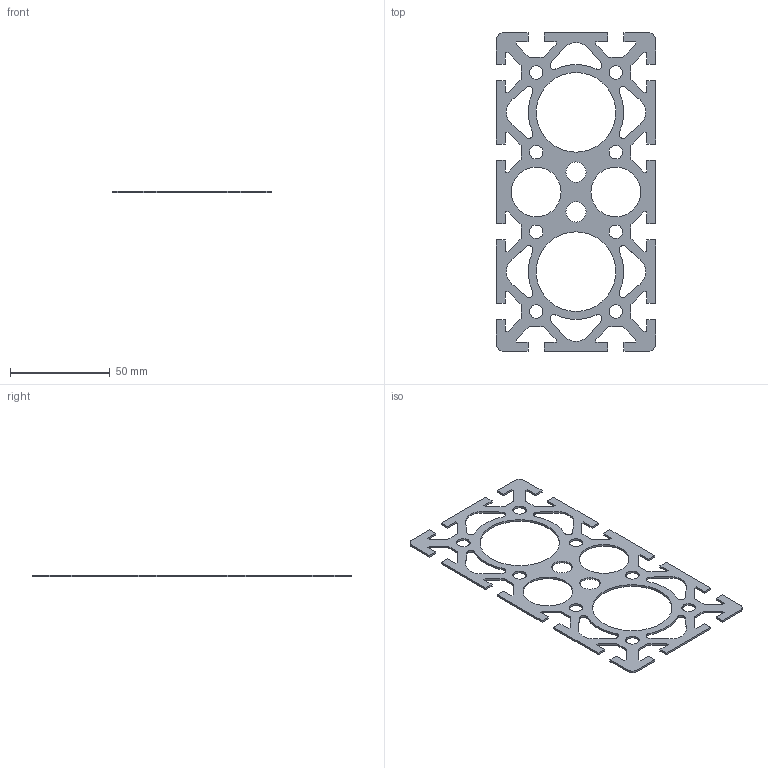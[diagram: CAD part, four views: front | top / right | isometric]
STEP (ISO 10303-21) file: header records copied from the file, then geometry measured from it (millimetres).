
FILE_DESCRIPTION((''),'2;1');
FILE_NAME('SP825_extern.ipt.step','2007-09-10T15:12:12',(''),(''),'Autodesk Inventor 11','Autodesk Inventor 11','');
FILE_SCHEMA(('AUTOMOTIVE_DESIGN { 1 0 10303 214 1 1 1 1 }'));
Length unit declared in the file: millimetre
Products named in the file (1): SP825_extern
Bounding box: 80 x 160 x 1 mm (x, y, z)
Volume: 5731.8 mm3; surface area: 13461.2 mm2
Topology: 1 solids, 1 shells, 180 faces, 548 edges, 370 vertices
Faces by surface type: plane 132, bspline 25, cylinder 23
Full cylindrical faces by diameter (mm): 6.8 x4, 10.2 x1, 25 x1, 40 x1
Entity records: 6262 total; most frequent: CARTESIAN_POINT 1398, ORIENTED_EDGE 1040, DIRECTION 916, EDGE_CURVE 520, VECTOR 436, LINE 436, VERTEX_POINT 356, AXIS2_PLACEMENT_3D 240
